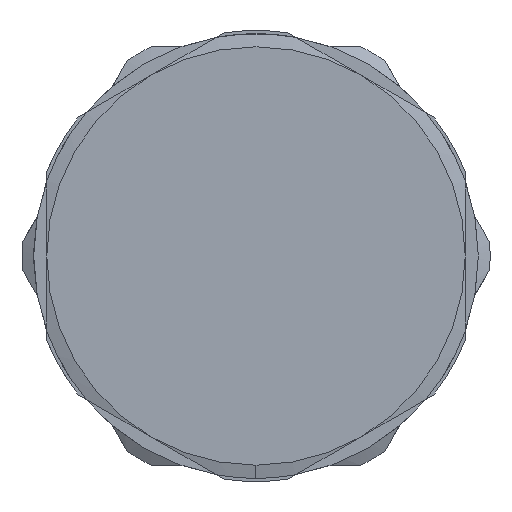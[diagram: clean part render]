
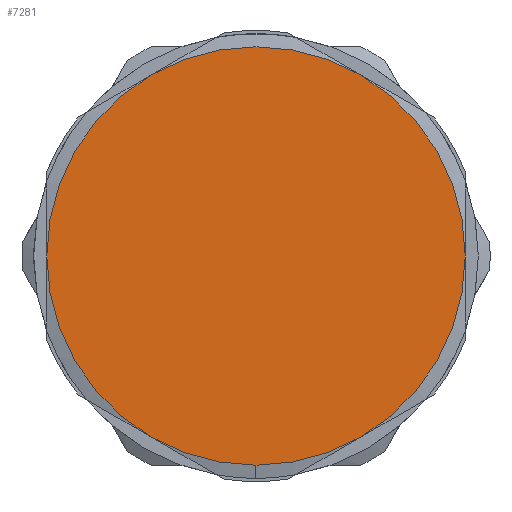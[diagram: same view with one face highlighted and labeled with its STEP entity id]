
A CAD part, left-side view. The second image highlights one B-rep face of the part: STEP entity #7281.
In plain terms, the highlighted planar face has unit normal (-1, 0, 0).
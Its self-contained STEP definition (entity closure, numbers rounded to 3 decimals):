
#806 = CARTESIAN_POINT ( 'NONE',  ( -67.147, -16., 0. ) ) ;
#855 = CARTESIAN_POINT ( 'NONE',  ( -67.147, 16., 0. ) ) ;
#877 = CARTESIAN_POINT ( 'NONE',  ( -67.147, -8., -13.856 ) ) ;
#885 = CARTESIAN_POINT ( 'NONE',  ( -67.147, 0., -16. ) ) ;
#921 = CARTESIAN_POINT ( 'NONE',  ( -67.147, 8., -13.856 ) ) ;
#943 = CARTESIAN_POINT ( 'NONE',  ( -67.147, 8., 13.856 ) ) ;
#1047 = CIRCLE ( 'NONE', #3628, 16. ) ;
#1296 = VERTEX_POINT ( 'NONE', #885 ) ;
#1307 = VERTEX_POINT ( 'NONE', #855 ) ;
#1311 = VERTEX_POINT ( 'NONE', #806 ) ;
#1315 = VERTEX_POINT ( 'NONE', #921 ) ;
#1344 = VERTEX_POINT ( 'NONE', #943 ) ;
#1405 = VERTEX_POINT ( 'NONE', #877 ) ;
#1445 = ORIENTED_EDGE ( 'NONE', *, *, #8824, .F. ) ;
#1506 = ORIENTED_EDGE ( 'NONE', *, *, #8825, .F. ) ;
#2419 = CARTESIAN_POINT ( 'NONE',  ( -67.147, 16., -9.238 ) ) ;
#2421 = PLANE ( 'NONE',  #5633 ) ;
#2423 = DIRECTION ( 'NONE',  ( 1., 0., 0. ) ) ;
#2424 = DIRECTION ( 'NONE',  ( 0., -1., 0. ) ) ;
#2869 = EDGE_CURVE ( 'NONE', #1405, #1296, #1047, .T. ) ;
#3628 = AXIS2_PLACEMENT_3D ( 'NONE', #9675, #9593, #9562 ) ;
#4202 = CARTESIAN_POINT ( 'NONE',  ( -67.147, 0., 0. ) ) ;
#4203 = DIRECTION ( 'NONE',  ( 1., 0., 0. ) ) ;
#4204 = DIRECTION ( 'NONE',  ( 0., 0., -1. ) ) ;
#4205 = CARTESIAN_POINT ( 'NONE',  ( -67.147, 0., 0. ) ) ;
#4206 = DIRECTION ( 'NONE',  ( 1., 0., 0. ) ) ;
#4207 = DIRECTION ( 'NONE',  ( 0., 0., -1. ) ) ;
#4208 = CARTESIAN_POINT ( 'NONE',  ( -67.147, 0., 0. ) ) ;
#4209 = DIRECTION ( 'NONE',  ( 1., 0., 0. ) ) ;
#4210 = DIRECTION ( 'NONE',  ( 0., 0., -1. ) ) ;
#4211 = CARTESIAN_POINT ( 'NONE',  ( -67.147, 0., 0. ) ) ;
#4212 = DIRECTION ( 'NONE',  ( 1., 0., 0. ) ) ;
#4213 = DIRECTION ( 'NONE',  ( 0., 0., -1. ) ) ;
#4214 = CARTESIAN_POINT ( 'NONE',  ( -67.147, 0., 0. ) ) ;
#4215 = DIRECTION ( 'NONE',  ( 1., 0., 0. ) ) ;
#4216 = DIRECTION ( 'NONE',  ( 0., 0., -1. ) ) ;
#4217 = CARTESIAN_POINT ( 'NONE',  ( -67.147, 0., 0. ) ) ;
#4218 = DIRECTION ( 'NONE',  ( 1., 0., 0. ) ) ;
#4219 = DIRECTION ( 'NONE',  ( 0., 0., -1. ) ) ;
#5391 = FACE_OUTER_BOUND ( 'NONE', #5468, .T. ) ;
#5468 = EDGE_LOOP ( 'NONE', ( #9183, #1445, #1506, #9388, #7532, #7527, #7530 ) ) ;
#5633 = AXIS2_PLACEMENT_3D ( 'NONE', #2419, #2423, #2424 ) ;
#5690 = AXIS2_PLACEMENT_3D ( 'NONE', #4202, #4203, #4204 ) ;
#5691 = AXIS2_PLACEMENT_3D ( 'NONE', #4205, #4206, #4207 ) ;
#5692 = AXIS2_PLACEMENT_3D ( 'NONE', #4208, #4209, #4210 ) ;
#5693 = AXIS2_PLACEMENT_3D ( 'NONE', #4211, #4212, #4213 ) ;
#5694 = AXIS2_PLACEMENT_3D ( 'NONE', #4214, #4215, #4216 ) ;
#5695 = AXIS2_PLACEMENT_3D ( 'NONE', #4217, #4218, #4219 ) ;
#7281 = ADVANCED_FACE ( 'NONE', ( #5391 ), #2421, .F. ) ;
#7527 = ORIENTED_EDGE ( 'NONE', *, *, #8828, .F. ) ;
#7530 = ORIENTED_EDGE ( 'NONE', *, *, #2869, .F. ) ;
#7532 = ORIENTED_EDGE ( 'NONE', *, *, #8827, .F. ) ;
#8823 = EDGE_CURVE ( 'NONE', #1311, #1405, #11555, .T. ) ;
#8824 = EDGE_CURVE ( 'NONE', #9367, #1311, #11559, .T. ) ;
#8825 = EDGE_CURVE ( 'NONE', #1344, #9367, #11563, .T. ) ;
#8826 = EDGE_CURVE ( 'NONE', #1307, #1344, #11565, .T. ) ;
#8827 = EDGE_CURVE ( 'NONE', #1315, #1307, #11567, .T. ) ;
#8828 = EDGE_CURVE ( 'NONE', #1296, #1315, #11568, .T. ) ;
#9183 = ORIENTED_EDGE ( 'NONE', *, *, #8823, .F. ) ;
#9367 = VERTEX_POINT ( 'NONE', #12310 ) ;
#9388 = ORIENTED_EDGE ( 'NONE', *, *, #8826, .F. ) ;
#9562 = DIRECTION ( 'NONE',  ( 0., 0., -1. ) ) ;
#9593 = DIRECTION ( 'NONE',  ( 1., 0., 0. ) ) ;
#9675 = CARTESIAN_POINT ( 'NONE',  ( -67.147, 0., 0. ) ) ;
#11555 = CIRCLE ( 'NONE', #5690, 16. ) ;
#11559 = CIRCLE ( 'NONE', #5691, 16. ) ;
#11563 = CIRCLE ( 'NONE', #5692, 16. ) ;
#11565 = CIRCLE ( 'NONE', #5693, 16. ) ;
#11567 = CIRCLE ( 'NONE', #5694, 16. ) ;
#11568 = CIRCLE ( 'NONE', #5695, 16. ) ;
#12310 = CARTESIAN_POINT ( 'NONE',  ( -67.147, -8., 13.856 ) ) ;
